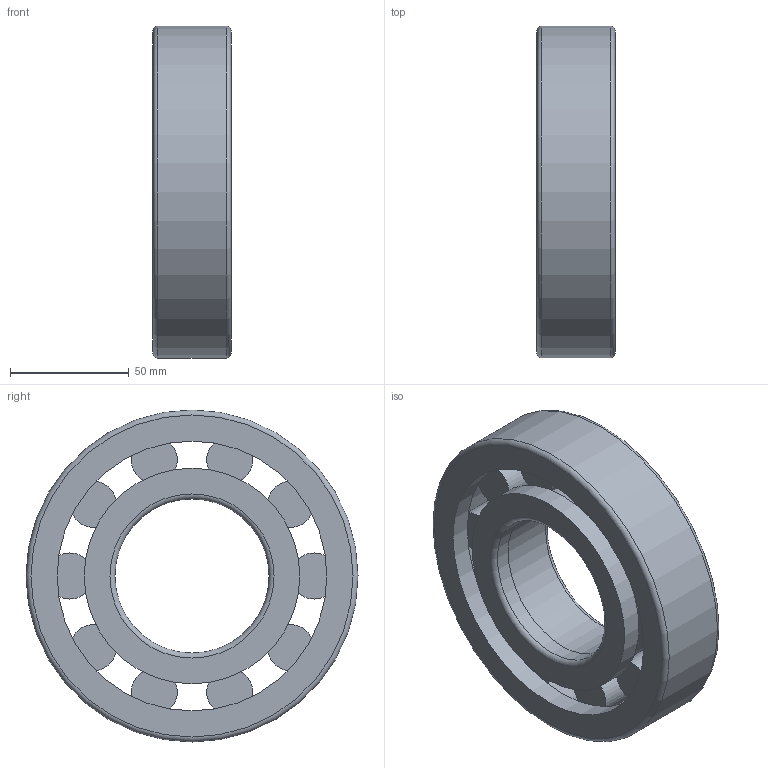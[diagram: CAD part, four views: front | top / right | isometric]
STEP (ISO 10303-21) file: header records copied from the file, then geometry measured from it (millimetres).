
FILE_DESCRIPTION(/* description */ ('STEP AP214'),/* implementation_level */ '2;1');
FILE_NAME(/* name */ 'NUP313',/* time_stamp */ '2024-10-31T12:03:00+01:00',/* author */ ('License CC BY-ND 4.0'),/* organization */ ('CADENAS'),/* preprocessor_version */ 'ST-DEVELOPER v19.3',/* originating_system */ 'PARTsolutions',/* authorisation */ ' ');
FILE_SCHEMA (('AUTOMOTIVE_DESIGN {1 0 10303 214 3 1 1}'));
Length unit declared in the file: millimetre
Products named in the file (5): NUP313; NUP313 Inner ring; NUP313 Inner ring1; NUP313 Outer ring; NUP313 Roller
Assembly tree (13 placements, depth 2):
  NUP313
    NUP313 Inner ring
    NUP313 Inner ring1
    NUP313 Outer ring
    NUP313 Roller  x10
Bounding box: 33 x 140 x 140 mm (x, y, z)
Volume: 280989.9 mm3; surface area: 83247.3 mm2
Topology: 13 solids, 13 shells, 52 faces, 65 edges, 42 vertices
Faces by surface type: plane 29, cylinder 19, torus 4
Full cylindrical faces by diameter (mm): 19.443 x10, 65 x2, 83.5 x1, 91 x2, 113.75 x2, 122.389 x1, 140 x1
Entity records: 705 total; most frequent: DIRECTION 126, CARTESIAN_POINT 87, AXIS2_PLACEMENT_3D 63, ORIENTED_EDGE 48, EDGE_LOOP 48, FACE_BOUND 48, ADVANCED_FACE 25, EDGE_CURVE 24
